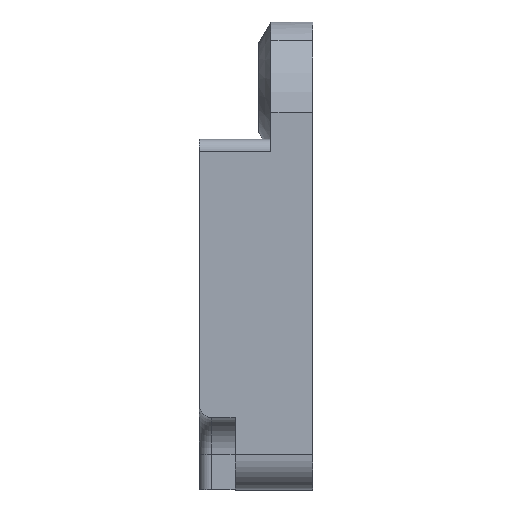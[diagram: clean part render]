
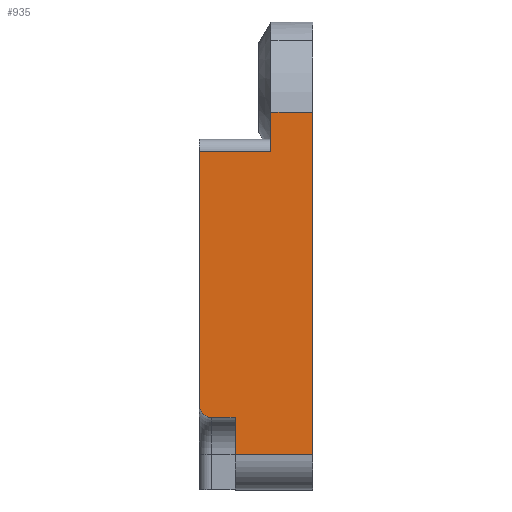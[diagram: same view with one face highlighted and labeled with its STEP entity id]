
A CAD part, left-side view. The second image highlights one B-rep face of the part: STEP entity #935.
In plain terms, the highlighted planar face has unit normal (-1, 0, 0).
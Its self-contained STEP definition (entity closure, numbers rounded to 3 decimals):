
#35 = LINE ( 'NONE', #1736, #729 ) ;
#47 = VERTEX_POINT ( 'NONE', #801 ) ;
#53 = CARTESIAN_POINT ( 'NONE',  ( -9.347, 3.5, 0. ) ) ;
#69 = CARTESIAN_POINT ( 'NONE',  ( -9.347, 3.5, 11.228 ) ) ;
#73 = VECTOR ( 'NONE', #165, 1000. ) ;
#91 = EDGE_CURVE ( 'NONE', #586, #1684, #1459, .T. ) ;
#99 = VECTOR ( 'NONE', #887, 1000. ) ;
#112 = DIRECTION ( 'NONE',  ( 0., -1., 0. ) ) ;
#165 = DIRECTION ( 'NONE',  ( 0., 0., 1. ) ) ;
#212 = VECTOR ( 'NONE', #311, 1000. ) ;
#264 = LINE ( 'NONE', #1622, #1132 ) ;
#311 = DIRECTION ( 'NONE',  ( 0., 0., 1. ) ) ;
#317 = LINE ( 'NONE', #831, #73 ) ;
#338 = VERTEX_POINT ( 'NONE', #757 ) ;
#429 = CARTESIAN_POINT ( 'NONE',  ( -9.347, 0., -17.512 ) ) ;
#450 = DIRECTION ( 'NONE',  ( 1., 0., 0. ) ) ;
#452 = VERTEX_POINT ( 'NONE', #69 ) ;
#462 = ORIENTED_EDGE ( 'NONE', *, *, #1367, .F. ) ;
#465 = CARTESIAN_POINT ( 'NONE',  ( -9.347, 9.5, 0. ) ) ;
#526 = CARTESIAN_POINT ( 'NONE',  ( -9.347, 6.5, -17.512 ) ) ;
#529 = ORIENTED_EDGE ( 'NONE', *, *, #1413, .T. ) ;
#540 = CARTESIAN_POINT ( 'NONE',  ( -9.347, 0.22, 7.972 ) ) ;
#583 = DIRECTION ( 'NONE',  ( 0., 0., 1. ) ) ;
#586 = VERTEX_POINT ( 'NONE', #1635 ) ;
#666 = CIRCLE ( 'NONE', #1023, 1. ) ;
#708 = LINE ( 'NONE', #53, #99 ) ;
#729 = VECTOR ( 'NONE', #1567, 1000. ) ;
#745 = AXIS2_PLACEMENT_3D ( 'NONE', #1953, #450, #1124 ) ;
#748 = LINE ( 'NONE', #2095, #1670 ) ;
#757 = CARTESIAN_POINT ( 'NONE',  ( -9.347, 8.5, -14.388 ) ) ;
#776 = CARTESIAN_POINT ( 'NONE',  ( -9.347, 8.5, -13.388 ) ) ;
#801 = CARTESIAN_POINT ( 'NONE',  ( -9.347, 3.5, 7.972 ) ) ;
#831 = CARTESIAN_POINT ( 'NONE',  ( -9.347, 6.5, -17.512 ) ) ;
#883 = DIRECTION ( 'NONE',  ( 0., 1., 0. ) ) ;
#887 = DIRECTION ( 'NONE',  ( 0., 0., 1. ) ) ;
#913 = VERTEX_POINT ( 'NONE', #429 ) ;
#932 = FACE_OUTER_BOUND ( 'NONE', #1815, .T. ) ;
#935 = ADVANCED_FACE ( 'NONE', ( #932 ), #1280, .F. ) ;
#998 = LINE ( 'NONE', #1312, #1956 ) ;
#1023 = AXIS2_PLACEMENT_3D ( 'NONE', #776, #1922, #1424 ) ;
#1037 = EDGE_CURVE ( 'NONE', #1099, #913, #998, .T. ) ;
#1099 = VERTEX_POINT ( 'NONE', #526 ) ;
#1124 = DIRECTION ( 'NONE',  ( 0., 0., -1. ) ) ;
#1132 = VECTOR ( 'NONE', #112, 1000. ) ;
#1144 = EDGE_CURVE ( 'NONE', #47, #452, #708, .T. ) ;
#1187 = ORIENTED_EDGE ( 'NONE', *, *, #1037, .T. ) ;
#1251 = ORIENTED_EDGE ( 'NONE', *, *, #1144, .F. ) ;
#1280 = PLANE ( 'NONE',  #745 ) ;
#1312 = CARTESIAN_POINT ( 'NONE',  ( -9.347, 4.5, -17.512 ) ) ;
#1320 = EDGE_CURVE ( 'NONE', #1548, #338, #35, .T. ) ;
#1325 = CARTESIAN_POINT ( 'NONE',  ( -9.347, 0., 11.228 ) ) ;
#1367 = EDGE_CURVE ( 'NONE', #452, #1565, #264, .T. ) ;
#1413 = EDGE_CURVE ( 'NONE', #586, #338, #666, .T. ) ;
#1418 = ORIENTED_EDGE ( 'NONE', *, *, #91, .F. ) ;
#1424 = DIRECTION ( 'NONE',  ( 0., 0., -1. ) ) ;
#1459 = LINE ( 'NONE', #465, #212 ) ;
#1528 = EDGE_CURVE ( 'NONE', #1099, #1548, #317, .T. ) ;
#1536 = CARTESIAN_POINT ( 'NONE',  ( -9.347, 9.5, 7.972 ) ) ;
#1548 = VERTEX_POINT ( 'NONE', #1798 ) ;
#1565 = VERTEX_POINT ( 'NONE', #1325 ) ;
#1567 = DIRECTION ( 'NONE',  ( 0., 1., 0. ) ) ;
#1622 = CARTESIAN_POINT ( 'NONE',  ( -9.347, 9.5, 11.228 ) ) ;
#1628 = ORIENTED_EDGE ( 'NONE', *, *, #2148, .T. ) ;
#1635 = CARTESIAN_POINT ( 'NONE',  ( -9.347, 9.5, -13.388 ) ) ;
#1655 = DIRECTION ( 'NONE',  ( 0., -1., 0. ) ) ;
#1670 = VECTOR ( 'NONE', #583, 1000. ) ;
#1684 = VERTEX_POINT ( 'NONE', #1536 ) ;
#1736 = CARTESIAN_POINT ( 'NONE',  ( -9.347, 4.5, -14.388 ) ) ;
#1798 = CARTESIAN_POINT ( 'NONE',  ( -9.347, 6.5, -14.388 ) ) ;
#1812 = ORIENTED_EDGE ( 'NONE', *, *, #2074, .T. ) ;
#1815 = EDGE_LOOP ( 'NONE', ( #1418, #529, #1826, #1858, #1187, #1628, #462, #1251, #1812 ) ) ;
#1826 = ORIENTED_EDGE ( 'NONE', *, *, #1320, .F. ) ;
#1858 = ORIENTED_EDGE ( 'NONE', *, *, #1528, .F. ) ;
#1922 = DIRECTION ( 'NONE',  ( -1., 0., 0. ) ) ;
#1953 = CARTESIAN_POINT ( 'NONE',  ( -9.347, 4.5, -17.512 ) ) ;
#1956 = VECTOR ( 'NONE', #1655, 1000. ) ;
#2058 = VECTOR ( 'NONE', #883, 1000. ) ;
#2074 = EDGE_CURVE ( 'NONE', #47, #1684, #2085, .T. ) ;
#2085 = LINE ( 'NONE', #540, #2058 ) ;
#2095 = CARTESIAN_POINT ( 'NONE',  ( -9.347, 0., -17.512 ) ) ;
#2148 = EDGE_CURVE ( 'NONE', #913, #1565, #748, .T. ) ;
